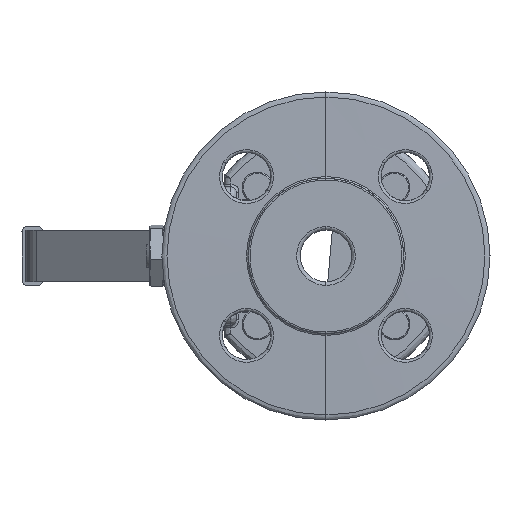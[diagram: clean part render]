
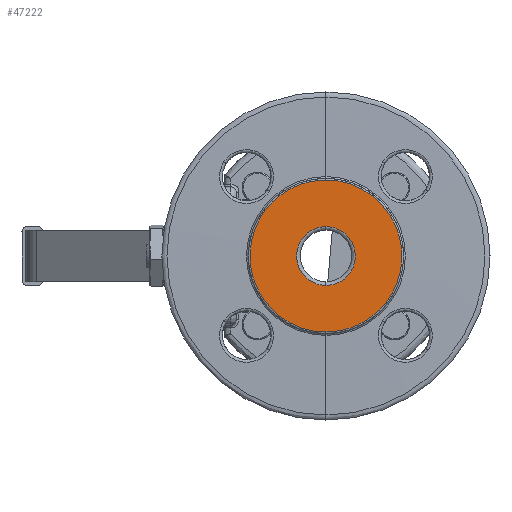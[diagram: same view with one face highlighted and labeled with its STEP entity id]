
A CAD part, left-side view. The second image highlights one B-rep face of the part: STEP entity #47222.
In plain terms, the highlighted planar face has unit normal (-1, 0, 0).
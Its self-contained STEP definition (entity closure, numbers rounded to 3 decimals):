
#1003 = ORIENTED_EDGE ( 'NONE', *, *, #59966, .F. ) ;
#1127 = ORIENTED_EDGE ( 'NONE', *, *, #59967, .F. ) ;
#2341 = CARTESIAN_POINT ( 'NONE',  ( -49., -22.264, 22.264 ) ) ;
#2344 = PLANE ( 'NONE',  #9074 ) ;
#2345 = DIRECTION ( 'NONE',  ( 1., 0., 0. ) ) ;
#2346 = DIRECTION ( 'NONE',  ( 0., 0., -1. ) ) ;
#4588 =( BOUNDED_CURVE ( )  B_SPLINE_CURVE ( 3, ( #44911, #44917, #44919, #44921 ),
 .UNSPECIFIED., .F., .F. ) 
 B_SPLINE_CURVE_WITH_KNOTS ( ( 4, 4 ),
 ( 0., 1. ),
 .UNSPECIFIED. ) 
 CURVE ( )  GEOMETRIC_REPRESENTATION_ITEM ( )  RATIONAL_B_SPLINE_CURVE ( ( 0.957, 0.319, 0.319, 0.957 ) ) 
 REPRESENTATION_ITEM ( '' )  );
#4589 =( BOUNDED_CURVE ( )  B_SPLINE_CURVE ( 3, ( #44909, #44928, #44930, #44932 ),
 .UNSPECIFIED., .F., .T. ) 
 B_SPLINE_CURVE_WITH_KNOTS ( ( 4, 4 ),
 ( 0., 1. ),
 .UNSPECIFIED. ) 
 CURVE ( )  GEOMETRIC_REPRESENTATION_ITEM ( )  RATIONAL_B_SPLINE_CURVE ( ( 0.957, 0.319, 0.319, 0.957 ) ) 
 REPRESENTATION_ITEM ( '' )  );
#4612 =( BOUNDED_CURVE ( )  B_SPLINE_CURVE ( 3, ( #49248, #49256, #49257, #49258 ),
 .UNSPECIFIED., .F., .T. ) 
 B_SPLINE_CURVE_WITH_KNOTS ( ( 4, 4 ),
 ( 0., 1. ),
 .UNSPECIFIED. ) 
 CURVE ( )  GEOMETRIC_REPRESENTATION_ITEM ( )  RATIONAL_B_SPLINE_CURVE ( ( 0.957, 0.319, 0.319, 0.957 ) ) 
 REPRESENTATION_ITEM ( '' )  );
#4693 =( BOUNDED_CURVE ( )  B_SPLINE_CURVE ( 3, ( #52955, #52974, #52976, #52977 ),
 .UNSPECIFIED., .F., .T. ) 
 B_SPLINE_CURVE_WITH_KNOTS ( ( 4, 4 ),
 ( 0., 1. ),
 .UNSPECIFIED. ) 
 CURVE ( )  GEOMETRIC_REPRESENTATION_ITEM ( )  RATIONAL_B_SPLINE_CURVE ( ( 0.957, 0.319, 0.319, 0.957 ) ) 
 REPRESENTATION_ITEM ( '' )  );
#9074 = AXIS2_PLACEMENT_3D ( 'NONE', #2341, #2345, #2346 ) ;
#15777 = CARTESIAN_POINT ( 'NONE',  ( -49., 0., -22. ) ) ;
#15984 = CARTESIAN_POINT ( 'NONE',  ( -49., 0., 8.5 ) ) ;
#16006 = CARTESIAN_POINT ( 'NONE',  ( -49., 0., -8.5 ) ) ;
#16073 = CARTESIAN_POINT ( 'NONE',  ( -49., 0., 22. ) ) ;
#19465 = EDGE_LOOP ( 'NONE', ( #23691, #23697 ) ) ;
#19478 = EDGE_LOOP ( 'NONE', ( #1003, #1127 ) ) ;
#23691 = ORIENTED_EDGE ( 'NONE', *, *, #60434, .F. ) ;
#23697 = ORIENTED_EDGE ( 'NONE', *, *, #60140, .F. ) ;
#26390 = VERTEX_POINT ( 'NONE', #15777 ) ;
#26414 = VERTEX_POINT ( 'NONE', #16073 ) ;
#26439 = VERTEX_POINT ( 'NONE', #16006 ) ;
#26455 = VERTEX_POINT ( 'NONE', #15984 ) ;
#44909 = CARTESIAN_POINT ( 'NONE',  ( -49., 0., 8.5 ) ) ;
#44911 = CARTESIAN_POINT ( 'NONE',  ( -49., 0., -8.5 ) ) ;
#44917 = CARTESIAN_POINT ( 'NONE',  ( -49., -17., -8.5 ) ) ;
#44919 = CARTESIAN_POINT ( 'NONE',  ( -49., -17., 8.5 ) ) ;
#44921 = CARTESIAN_POINT ( 'NONE',  ( -49., 0., 8.5 ) ) ;
#44928 = CARTESIAN_POINT ( 'NONE',  ( -49., 17., 8.5 ) ) ;
#44930 = CARTESIAN_POINT ( 'NONE',  ( -49., 17., -8.5 ) ) ;
#44932 = CARTESIAN_POINT ( 'NONE',  ( -49., 0., -8.5 ) ) ;
#47222 = ADVANCED_FACE ( 'NONE', ( #57755, #57756 ), #2344, .F. ) ;
#49248 = CARTESIAN_POINT ( 'NONE',  ( -49., 0., 22. ) ) ;
#49256 = CARTESIAN_POINT ( 'NONE',  ( -49., -44., 22. ) ) ;
#49257 = CARTESIAN_POINT ( 'NONE',  ( -49., -44., -22. ) ) ;
#49258 = CARTESIAN_POINT ( 'NONE',  ( -49., 0., -22. ) ) ;
#52955 = CARTESIAN_POINT ( 'NONE',  ( -49., 0., -22. ) ) ;
#52974 = CARTESIAN_POINT ( 'NONE',  ( -49., 44., -22. ) ) ;
#52976 = CARTESIAN_POINT ( 'NONE',  ( -49., 44., 22. ) ) ;
#52977 = CARTESIAN_POINT ( 'NONE',  ( -49., 0., 22. ) ) ;
#57755 = FACE_BOUND ( 'NONE', #19478, .T. ) ;
#57756 = FACE_OUTER_BOUND ( 'NONE', #19465, .T. ) ;
#59966 = EDGE_CURVE ( 'NONE', #26439, #26455, #4588, .T. ) ;
#59967 = EDGE_CURVE ( 'NONE', #26455, #26439, #4589, .T. ) ;
#60140 = EDGE_CURVE ( 'NONE', #26414, #26390, #4612, .T. ) ;
#60434 = EDGE_CURVE ( 'NONE', #26390, #26414, #4693, .T. ) ;
